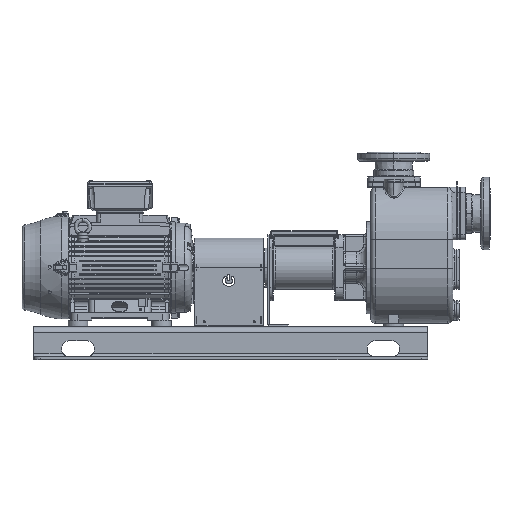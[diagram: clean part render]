
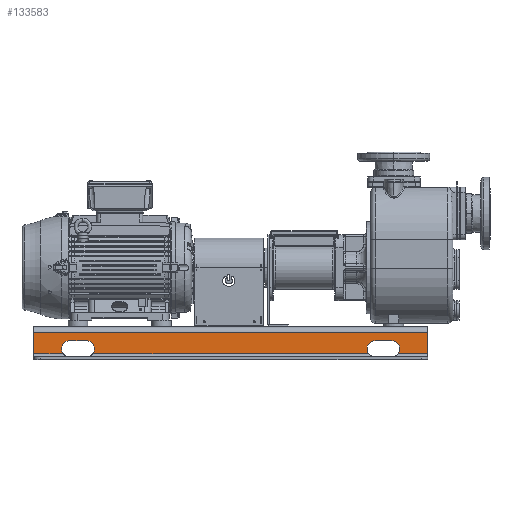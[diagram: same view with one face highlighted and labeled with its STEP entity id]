
A CAD part, top view. The second image highlights one B-rep face of the part: STEP entity #133583.
In plain terms, the highlighted planar face has unit normal (0, 0, 1).
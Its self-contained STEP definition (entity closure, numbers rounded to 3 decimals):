
#365=DIRECTION('',(-1.,0.,0.));
#366=VECTOR('',#365,1200.);
#367=CARTESIAN_POINT('',(103.5,-18.,185.));
#368=LINE('',#367,#366);
#59507=DIRECTION('',(-1.,0.,0.));
#59508=VECTOR('',#59507,50.);
#59509=CARTESIAN_POINT('',(-6.5,-42.,185.));
#59510=LINE('',#59509,#59508);
#59511=CARTESIAN_POINT('',(-56.5,-67.,185.));
#59512=DIRECTION('',(0.,0.,-1.));
#59513=DIRECTION('',(-0.8,-0.6,0.));
#59514=AXIS2_PLACEMENT_3D('',#59511,#59512,#59513);
#59516=DIRECTION('',(-1.,0.,0.));
#59517=VECTOR('',#59516,840.);
#59518=CARTESIAN_POINT('',(-76.5,-82.,185.));
#59519=LINE('',#59518,#59517);
#59520=CARTESIAN_POINT('',(-936.5,-67.,185.));
#59521=DIRECTION('',(0.,0.,-1.));
#59522=DIRECTION('',(0.,1.,0.));
#59523=AXIS2_PLACEMENT_3D('',#59520,#59521,#59522);
#59525=DIRECTION('',(-1.,0.,0.));
#59526=VECTOR('',#59525,50.);
#59527=CARTESIAN_POINT('',(-936.5,-42.,185.));
#59528=LINE('',#59527,#59526);
#59529=CARTESIAN_POINT('',(-986.5,-67.,185.));
#59530=DIRECTION('',(0.,0.,-1.));
#59531=DIRECTION('',(-0.8,-0.6,0.));
#59532=AXIS2_PLACEMENT_3D('',#59529,#59530,#59531);
#59534=DIRECTION('',(-1.,0.,0.));
#59535=VECTOR('',#59534,90.);
#59536=CARTESIAN_POINT('',(-1006.5,-82.,185.));
#59537=LINE('',#59536,#59535);
#59538=DIRECTION('',(-1.,0.,0.));
#59539=VECTOR('',#59538,90.);
#59540=CARTESIAN_POINT('',(103.5,-82.,185.));
#59541=LINE('',#59540,#59539);
#59542=CARTESIAN_POINT('',(-6.5,-67.,185.));
#59543=DIRECTION('',(0.,0.,-1.));
#59544=DIRECTION('',(0.,1.,0.));
#59545=AXIS2_PLACEMENT_3D('',#59542,#59543,#59544);
#59602=CARTESIAN_POINT('',(-76.5,-82.,185.));
#59608=CARTESIAN_POINT('',(-916.5,-82.,185.));
#59751=CARTESIAN_POINT('',(13.5,-82.,185.));
#59985=DIRECTION('',(0.,1.,0.));
#59986=VECTOR('',#59985,64.);
#59987=CARTESIAN_POINT('',(103.5,-82.,185.));
#59988=LINE('',#59987,#59986);
#60094=CARTESIAN_POINT('',(-1006.5,-82.,185.));
#60315=DIRECTION('',(0.,1.,0.));
#60316=VECTOR('',#60315,64.);
#60317=CARTESIAN_POINT('',(-1096.5,-82.,185.));
#60318=LINE('',#60317,#60316);
#68914=CARTESIAN_POINT('',(103.5,-82.,185.));
#68916=VERTEX_POINT('',#68914);
#68917=CARTESIAN_POINT('',(103.5,-18.,185.));
#68918=VERTEX_POINT('',#68917);
#68930=CARTESIAN_POINT('',(-1096.5,-82.,185.));
#68932=VERTEX_POINT('',#68930);
#68933=CARTESIAN_POINT('',(-1096.5,-18.,185.));
#68934=VERTEX_POINT('',#68933);
#69054=VERTEX_POINT('',#59602);
#69057=VERTEX_POINT('',#59751);
#69059=VERTEX_POINT('',#60094);
#69062=VERTEX_POINT('',#59608);
#69063=CARTESIAN_POINT('',(-6.5,-42.,185.));
#69064=CARTESIAN_POINT('',(-56.5,-42.,185.));
#69065=VERTEX_POINT('',#69063);
#69066=VERTEX_POINT('',#69064);
#69067=CARTESIAN_POINT('',(-986.5,-42.,185.));
#69068=VERTEX_POINT('',#69067);
#69069=CARTESIAN_POINT('',(-936.5,-42.,185.));
#69070=VERTEX_POINT('',#69069);
#133554=CARTESIAN_POINT('',(103.5,-82.,185.));
#133555=DIRECTION('',(0.,0.,1.));
#133556=DIRECTION('',(0.,1.,0.));
#133557=AXIS2_PLACEMENT_3D('',#133554,#133555,#133556);
#133558=PLANE('',#133557);
#133559=ORIENTED_EDGE('',*,*,#133544,.T.);
#133561=ORIENTED_EDGE('',*,*,#133560,.F.);
#133563=ORIENTED_EDGE('',*,*,#133562,.T.);
#133565=ORIENTED_EDGE('',*,*,#133564,.F.);
#133567=ORIENTED_EDGE('',*,*,#133566,.T.);
#133569=ORIENTED_EDGE('',*,*,#133568,.F.);
#133571=ORIENTED_EDGE('',*,*,#133570,.T.);
#133573=ORIENTED_EDGE('',*,*,#133572,.T.);
#133574=ORIENTED_EDGE('',*,*,#70529,.F.);
#133576=ORIENTED_EDGE('',*,*,#133575,.F.);
#133578=ORIENTED_EDGE('',*,*,#133577,.T.);
#133580=ORIENTED_EDGE('',*,*,#133579,.F.);
#133581=EDGE_LOOP('',(#133559,#133561,#133563,#133565,#133567,#133569,#133571,
#133573,#133574,#133576,#133578,#133580));
#133582=FACE_OUTER_BOUND('',#133581,.F.);
#133583=ADVANCED_FACE('',(#133582),#133558,.T.);
#59515=CIRCLE('',#59514,25.);
#59524=CIRCLE('',#59523,25.);
#59533=CIRCLE('',#59532,25.);
#59546=CIRCLE('',#59545,25.);
#70529=EDGE_CURVE('',#68918,#68934,#368,.T.);
#133544=EDGE_CURVE('',#69065,#69066,#59510,.T.);
#133560=EDGE_CURVE('',#69054,#69066,#59515,.T.);
#133562=EDGE_CURVE('',#69054,#69062,#59519,.T.);
#133564=EDGE_CURVE('',#69070,#69062,#59524,.T.);
#133566=EDGE_CURVE('',#69070,#69068,#59528,.T.);
#133568=EDGE_CURVE('',#69059,#69068,#59533,.T.);
#133570=EDGE_CURVE('',#69059,#68932,#59537,.T.);
#133572=EDGE_CURVE('',#68932,#68934,#60318,.T.);
#133575=EDGE_CURVE('',#68916,#68918,#59988,.T.);
#133577=EDGE_CURVE('',#68916,#69057,#59541,.T.);
#133579=EDGE_CURVE('',#69065,#69057,#59546,.T.);
